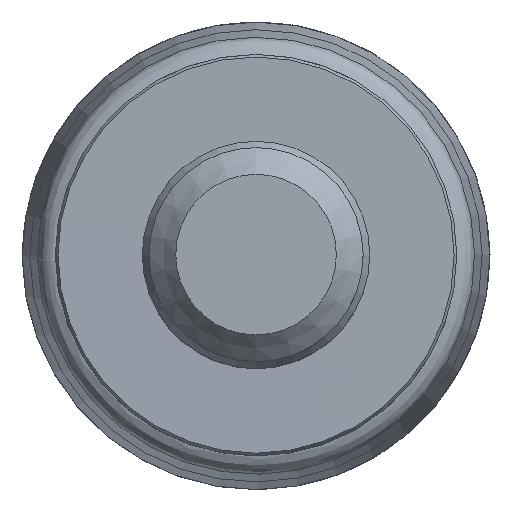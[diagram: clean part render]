
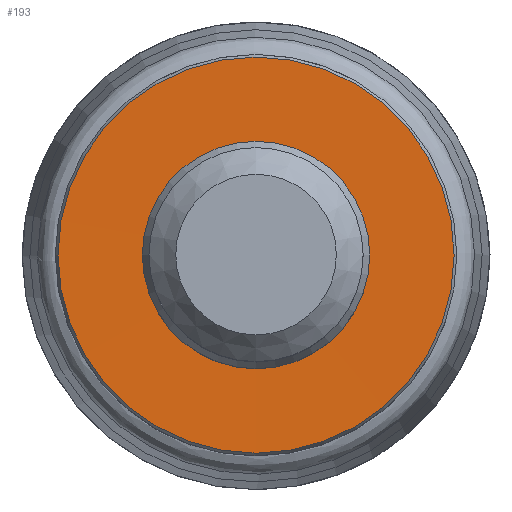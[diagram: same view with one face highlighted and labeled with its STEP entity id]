
A CAD part, top view. The second image highlights one B-rep face of the part: STEP entity #193.
In plain terms, the highlighted conical face has half-angle 89.83 degrees and reference radius 9.741 mm.
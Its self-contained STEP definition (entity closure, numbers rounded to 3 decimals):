
#102=CONICAL_SURFACE('',#771,9.74,89.83);
#193=ADVANCED_FACE('',(#296,#297),#102,.F.);
#296=FACE_BOUND('',#365,.T.);
#297=FACE_BOUND('',#366,.T.);
#365=EDGE_LOOP('',(#461));
#366=EDGE_LOOP('',(#462));
#461=ORIENTED_EDGE('',*,*,#607,.F.);
#462=ORIENTED_EDGE('',*,*,#606,.T.);
#553=VERTEX_POINT('',#1275);
#554=VERTEX_POINT('',#1278);
#606=EDGE_CURVE('',#553,#553,#649,.T.);
#607=EDGE_CURVE('',#554,#554,#650,.T.);
#649=CIRCLE('',#768,14.8);
#650=CIRCLE('',#770,8.497);
#768=AXIS2_PLACEMENT_3D('',#1274,#914,#915);
#770=AXIS2_PLACEMENT_3D('',#1277,#918,#919);
#771=AXIS2_PLACEMENT_3D('',#1279,#920,#921);
#914=DIRECTION('',(0.,0.,1.));
#915=DIRECTION('',(0.,-1.,0.));
#918=DIRECTION('',(0.,0.,1.));
#919=DIRECTION('',(-1.,0.,0.));
#920=DIRECTION('',(0.,0.,1.));
#921=DIRECTION('',(0.,-1.,0.));
#1274=CARTESIAN_POINT('',(0.,0.,0.));
#1275=CARTESIAN_POINT('',(0.,-14.8,0.));
#1277=CARTESIAN_POINT('',(0.,0.,-0.019));
#1278=CARTESIAN_POINT('',(-8.497,0.,-0.019));
#1279=CARTESIAN_POINT('',(0.,0.,-0.015));
